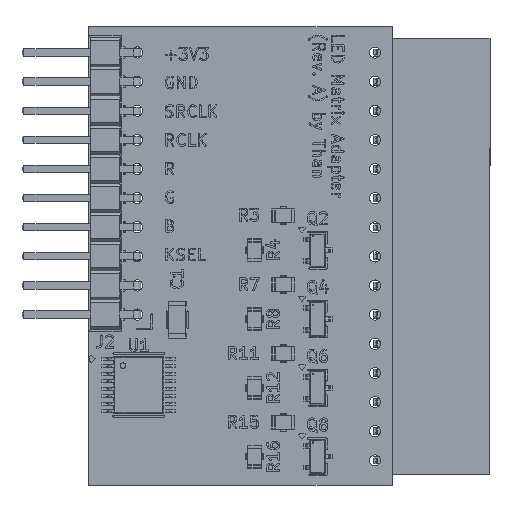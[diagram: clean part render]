
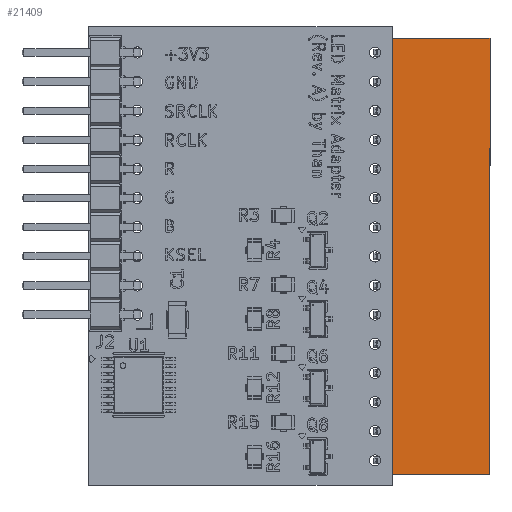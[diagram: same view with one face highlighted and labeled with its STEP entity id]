
A CAD part, top view. The second image highlights one B-rep face of the part: STEP entity #21409.
In plain terms, the highlighted face is planar.
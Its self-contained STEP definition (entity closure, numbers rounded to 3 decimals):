
#19686 = VERTEX_POINT('',#19687);
#19687 = CARTESIAN_POINT('',(-1.52,-36.83,0.));
#19695 = EDGE_CURVE('',#19686,#19696,#19698,.T.);
#19696 = VERTEX_POINT('',#19697);
#19697 = CARTESIAN_POINT('',(-10.03,-36.83,0.));
#19698 = LINE('',#19699,#19700);
#19699 = CARTESIAN_POINT('',(-1.52,-36.83,0.));
#19700 = VECTOR('',#19701,1.);
#19701 = DIRECTION('',(-1.,0.,0.));
#19758 = VERTEX_POINT('',#19759);
#19759 = CARTESIAN_POINT('',(-10.03,1.27,0.));
#19765 = EDGE_CURVE('',#19766,#19758,#19768,.T.);
#19766 = VERTEX_POINT('',#19767);
#19767 = CARTESIAN_POINT('',(-1.52,1.27,0.));
#19768 = LINE('',#19769,#19770);
#19769 = CARTESIAN_POINT('',(-1.52,1.27,0.));
#19770 = VECTOR('',#19771,1.);
#19771 = DIRECTION('',(-1.,0.,0.));
#19830 = EDGE_CURVE('',#19758,#19696,#19831,.T.);
#19831 = LINE('',#19832,#19833);
#19832 = CARTESIAN_POINT('',(-10.03,1.27,0.));
#19833 = VECTOR('',#19834,1.);
#19834 = DIRECTION('',(0.,-1.,0.));
#20363 = EDGE_CURVE('',#19766,#19686,#20364,.T.);
#20364 = LINE('',#20365,#20366);
#20365 = CARTESIAN_POINT('',(-1.52,1.27,0.));
#20366 = VECTOR('',#20367,1.);
#20367 = DIRECTION('',(0.,-1.,0.));
#21409 = ADVANCED_FACE('',(#21410),#21416,.F.);
#21410 = FACE_BOUND('',#21411,.F.);
#21411 = EDGE_LOOP('',(#21412,#21413,#21414,#21415));
#21412 = ORIENTED_EDGE('',*,*,#19765,.T.);
#21413 = ORIENTED_EDGE('',*,*,#19830,.T.);
#21414 = ORIENTED_EDGE('',*,*,#19695,.F.);
#21415 = ORIENTED_EDGE('',*,*,#20363,.F.);
#21416 = PLANE('',#21417);
#21417 = AXIS2_PLACEMENT_3D('',#21418,#21419,#21420);
#21418 = CARTESIAN_POINT('',(-1.52,1.27,0.));
#21419 = DIRECTION('',(0.,0.,1.));
#21420 = DIRECTION('',(0.,-1.,0.));
